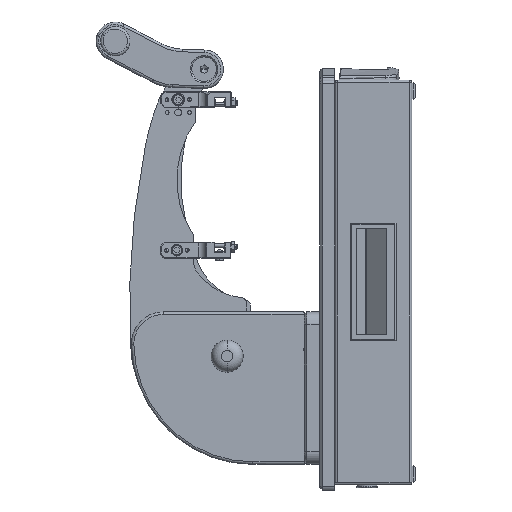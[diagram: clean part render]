
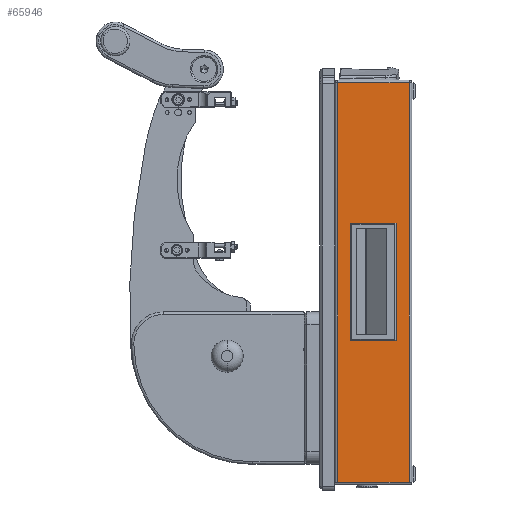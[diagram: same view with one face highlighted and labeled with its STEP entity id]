
A CAD part, left-side view. The second image highlights one B-rep face of the part: STEP entity #65946.
In plain terms, the highlighted face is planar.
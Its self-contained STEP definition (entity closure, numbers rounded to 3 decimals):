
#1485 = CARTESIAN_POINT ( 'NONE',  ( 115.7, 0., -13.85 ) ) ;
#2191 = CIRCLE ( 'NONE', #43982, 1.5 ) ;
#2426 = VERTEX_POINT ( 'NONE', #20294 ) ;
#2751 = EDGE_CURVE ( 'NONE', #65609, #55515, #84675, .T. ) ;
#3664 = VERTEX_POINT ( 'NONE', #24100 ) ;
#3698 = EDGE_CURVE ( 'NONE', #35713, #52144, #9288, .T. ) ;
#3902 = ORIENTED_EDGE ( 'NONE', *, *, #56327, .T. ) ;
#6006 = VECTOR ( 'NONE', #31302, 1000. ) ;
#7056 = LINE ( 'NONE', #31584, #6006 ) ;
#7581 = CIRCLE ( 'NONE', #88272, 1.5 ) ;
#8515 = ORIENTED_EDGE ( 'NONE', *, *, #42742, .F. ) ;
#9288 = LINE ( 'NONE', #30003, #19197 ) ;
#9825 = AXIS2_PLACEMENT_3D ( 'NONE', #17415, #31096, #24891 ) ;
#10642 = CARTESIAN_POINT ( 'NONE',  ( 200.3, 0., 13.85 ) ) ;
#12109 = EDGE_CURVE ( 'NONE', #16435, #83562, #2191, .T. ) ;
#13380 = PLANE ( 'NONE',  #89666 ) ;
#13984 = ORIENTED_EDGE ( 'NONE', *, *, #75074, .T. ) ;
#16435 = VERTEX_POINT ( 'NONE', #59060 ) ;
#17415 = CARTESIAN_POINT ( 'NONE',  ( 200.3, 0., -13.85 ) ) ;
#17659 = CARTESIAN_POINT ( 'NONE',  ( 313.9, 0., 30. ) ) ;
#18385 = FACE_OUTER_BOUND ( 'NONE', #85835, .T. ) ;
#18486 = ORIENTED_EDGE ( 'NONE', *, *, #2751, .T. ) ;
#19197 = VECTOR ( 'NONE', #73598, 1000. ) ;
#19302 = LINE ( 'NONE', #58423, #30458 ) ;
#19583 = DIRECTION ( 'NONE',  ( 0., 0., -1. ) ) ;
#20294 = CARTESIAN_POINT ( 'NONE',  ( 115.7, 0., -15.35 ) ) ;
#20644 = DIRECTION ( 'NONE',  ( 0., 0., 1. ) ) ;
#22039 = DIRECTION ( 'NONE',  ( 0., 0., -1. ) ) ;
#22230 = VERTEX_POINT ( 'NONE', #37959 ) ;
#23494 = DIRECTION ( 'NONE',  ( 0., -1., 0. ) ) ;
#24100 = CARTESIAN_POINT ( 'NONE',  ( 313.9, 0., -27.9 ) ) ;
#24891 = DIRECTION ( 'NONE',  ( 0., 0., -1. ) ) ;
#25653 = VECTOR ( 'NONE', #44271, 1000. ) ;
#28282 = CARTESIAN_POINT ( 'NONE',  ( 2.1, 0., 30. ) ) ;
#28691 = EDGE_CURVE ( 'NONE', #22230, #2426, #7581, .T. ) ;
#28775 = DIRECTION ( 'NONE',  ( 0., 0., 1. ) ) ;
#29512 = VECTOR ( 'NONE', #20644, 1000. ) ;
#30003 = CARTESIAN_POINT ( 'NONE',  ( 2.1, 0., 27.9 ) ) ;
#30458 = VECTOR ( 'NONE', #66173, 1000. ) ;
#30719 = CARTESIAN_POINT ( 'NONE',  ( 115.7, 0., 15.35 ) ) ;
#31096 = DIRECTION ( 'NONE',  ( 0., -1., 0. ) ) ;
#31302 = DIRECTION ( 'NONE',  ( -1., 0., 0. ) ) ;
#31584 = CARTESIAN_POINT ( 'NONE',  ( 115.7, 0., 15.35 ) ) ;
#34553 = EDGE_CURVE ( 'NONE', #61369, #22230, #61049, .T. ) ;
#34660 = DIRECTION ( 'NONE',  ( 1., 0., 0. ) ) ;
#35172 = LINE ( 'NONE', #69643, #88320 ) ;
#35407 = EDGE_LOOP ( 'NONE', ( #40428, #37157, #81126, #3902, #61572, #59817, #13984, #18486 ) ) ;
#35527 = DIRECTION ( 'NONE',  ( 0., -1., 0. ) ) ;
#35713 = VERTEX_POINT ( 'NONE', #81387 ) ;
#37157 = ORIENTED_EDGE ( 'NONE', *, *, #12109, .T. ) ;
#37959 = CARTESIAN_POINT ( 'NONE',  ( 114.2, 0., -13.85 ) ) ;
#40428 = ORIENTED_EDGE ( 'NONE', *, *, #53609, .T. ) ;
#41062 = LINE ( 'NONE', #28282, #74272 ) ;
#41284 = DIRECTION ( 'NONE',  ( 0., -1., 0. ) ) ;
#42395 = CIRCLE ( 'NONE', #89825, 1.5 ) ;
#42675 = FACE_BOUND ( 'NONE', #35407, .T. ) ;
#42742 = EDGE_CURVE ( 'NONE', #35713, #69421, #41062, .T. ) ;
#43982 = AXIS2_PLACEMENT_3D ( 'NONE', #10642, #53042, #68176 ) ;
#44271 = DIRECTION ( 'NONE',  ( 0., 0., -1. ) ) ;
#51663 = DIRECTION ( 'NONE',  ( 0., 0., 1. ) ) ;
#51970 = CARTESIAN_POINT ( 'NONE',  ( 114.2, 0., -13.85 ) ) ;
#52144 = VERTEX_POINT ( 'NONE', #59815 ) ;
#53042 = DIRECTION ( 'NONE',  ( 0., -1., 0. ) ) ;
#53227 = VECTOR ( 'NONE', #67201, 1000. ) ;
#53609 = EDGE_CURVE ( 'NONE', #55515, #16435, #64923, .T. ) ;
#54888 = CARTESIAN_POINT ( 'NONE',  ( 0., 0., 30. ) ) ;
#55515 = VERTEX_POINT ( 'NONE', #68813 ) ;
#56327 = EDGE_CURVE ( 'NONE', #59284, #61369, #42395, .T. ) ;
#58097 = EDGE_CURVE ( 'NONE', #52144, #3664, #69791, .T. ) ;
#58423 = CARTESIAN_POINT ( 'NONE',  ( 2.1, 0., -27.9 ) ) ;
#59060 = CARTESIAN_POINT ( 'NONE',  ( 201.8, 0., 13.85 ) ) ;
#59284 = VERTEX_POINT ( 'NONE', #30719 ) ;
#59359 = CARTESIAN_POINT ( 'NONE',  ( 115.7, 0., 13.85 ) ) ;
#59815 = CARTESIAN_POINT ( 'NONE',  ( 313.9, 0., 27.9 ) ) ;
#59817 = ORIENTED_EDGE ( 'NONE', *, *, #28691, .T. ) ;
#60455 = CARTESIAN_POINT ( 'NONE',  ( 200.3, 0., 15.35 ) ) ;
#61049 = LINE ( 'NONE', #51970, #25653 ) ;
#61369 = VERTEX_POINT ( 'NONE', #91703 ) ;
#61572 = ORIENTED_EDGE ( 'NONE', *, *, #34553, .T. ) ;
#64923 = LINE ( 'NONE', #77582, #29512 ) ;
#65609 = VERTEX_POINT ( 'NONE', #81253 ) ;
#65946 = ADVANCED_FACE ( 'NONE', ( #42675, #18385 ), #13380, .F. ) ;
#66173 = DIRECTION ( 'NONE',  ( 1., 0., 0. ) ) ;
#66359 = ORIENTED_EDGE ( 'NONE', *, *, #3698, .T. ) ;
#66766 = EDGE_CURVE ( 'NONE', #69421, #3664, #19302, .T. ) ;
#67201 = DIRECTION ( 'NONE',  ( 0., 0., -1. ) ) ;
#67934 = EDGE_CURVE ( 'NONE', #83562, #59284, #7056, .T. ) ;
#68176 = DIRECTION ( 'NONE',  ( 0., 0., 1. ) ) ;
#68813 = CARTESIAN_POINT ( 'NONE',  ( 201.8, 0., -13.85 ) ) ;
#69421 = VERTEX_POINT ( 'NONE', #74806 ) ;
#69643 = CARTESIAN_POINT ( 'NONE',  ( 115.7, 0., -15.35 ) ) ;
#69791 = LINE ( 'NONE', #17659, #53227 ) ;
#71249 = ORIENTED_EDGE ( 'NONE', *, *, #66766, .F. ) ;
#73598 = DIRECTION ( 'NONE',  ( 1., 0., 0. ) ) ;
#74272 = VECTOR ( 'NONE', #22039, 1000. ) ;
#74806 = CARTESIAN_POINT ( 'NONE',  ( 2.1, 0., -27.9 ) ) ;
#75074 = EDGE_CURVE ( 'NONE', #2426, #65609, #35172, .T. ) ;
#77582 = CARTESIAN_POINT ( 'NONE',  ( 201.8, 0., -13.85 ) ) ;
#79745 = ORIENTED_EDGE ( 'NONE', *, *, #58097, .T. ) ;
#81126 = ORIENTED_EDGE ( 'NONE', *, *, #67934, .T. ) ;
#81253 = CARTESIAN_POINT ( 'NONE',  ( 200.3, 0., -15.35 ) ) ;
#81387 = CARTESIAN_POINT ( 'NONE',  ( 2.1, 0., 27.9 ) ) ;
#83562 = VERTEX_POINT ( 'NONE', #60455 ) ;
#84675 = CIRCLE ( 'NONE', #9825, 1.5 ) ;
#85835 = EDGE_LOOP ( 'NONE', ( #71249, #8515, #66359, #79745 ) ) ;
#88272 = AXIS2_PLACEMENT_3D ( 'NONE', #1485, #35527, #28775 ) ;
#88320 = VECTOR ( 'NONE', #34660, 1000. ) ;
#89666 = AXIS2_PLACEMENT_3D ( 'NONE', #54888, #41284, #19583 ) ;
#89825 = AXIS2_PLACEMENT_3D ( 'NONE', #59359, #23494, #51663 ) ;
#91703 = CARTESIAN_POINT ( 'NONE',  ( 114.2, 0., 13.85 ) ) ;
